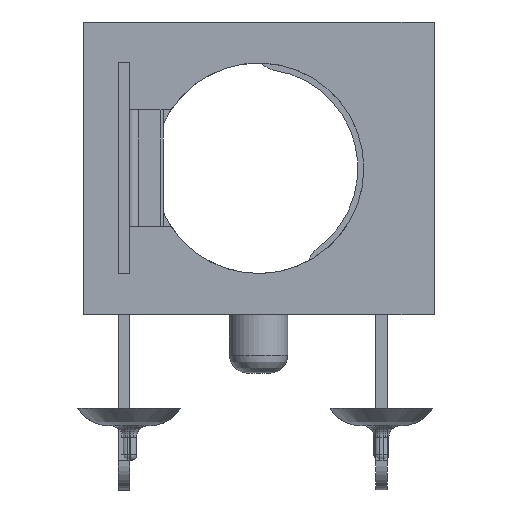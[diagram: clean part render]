
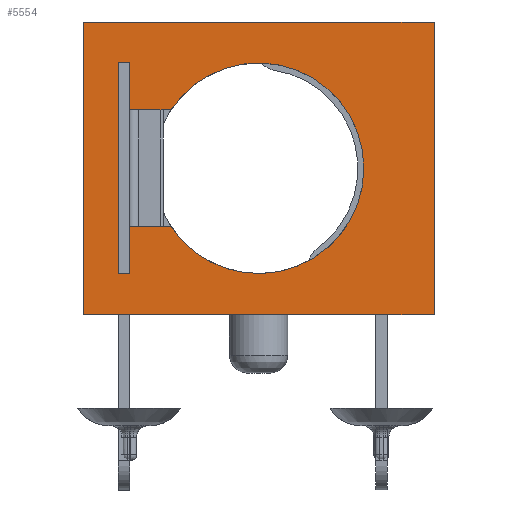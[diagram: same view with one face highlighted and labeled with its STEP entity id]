
A CAD part, front view. The second image highlights one B-rep face of the part: STEP entity #5554.
In plain terms, the highlighted planar face has unit normal (0, -1, 0).
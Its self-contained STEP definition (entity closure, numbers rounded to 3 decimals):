
#176=FACE_BOUND('',#1746,.T.);
#196=PLANE('',#5920);
#359=LINE('',#8356,#838);
#362=LINE('',#8363,#841);
#367=LINE('',#8371,#846);
#374=LINE('',#8384,#853);
#375=LINE('',#8388,#854);
#376=LINE('',#8390,#855);
#377=LINE('',#8392,#856);
#378=LINE('',#8393,#857);
#379=LINE('',#8395,#858);
#380=LINE('',#8397,#859);
#381=LINE('',#8402,#860);
#838=VECTOR('',#6579,10.);
#841=VECTOR('',#6584,10.);
#846=VECTOR('',#6591,10.);
#853=VECTOR('',#6602,10.);
#854=VECTOR('',#6605,10.);
#855=VECTOR('',#6606,10.);
#856=VECTOR('',#6607,10.);
#857=VECTOR('',#6608,10.);
#858=VECTOR('',#6609,10.);
#859=VECTOR('',#6610,10.);
#860=VECTOR('',#6615,10.);
#1410=FACE_OUTER_BOUND('',#1745,.T.);
#1745=EDGE_LOOP('',(#3861,#3862,#3863,#3864));
#1746=EDGE_LOOP('',(#3865,#3866,#3867,#3868,#3869,#3870,#3871,#3872,#3873));
#2083=CIRCLE('',#5921,1.8);
#2084=CIRCLE('',#5922,1.8);
#2415=VERTEX_POINT('',#8353);
#2416=VERTEX_POINT('',#8355);
#2417=VERTEX_POINT('',#8359);
#2419=VERTEX_POINT('',#8362);
#2421=VERTEX_POINT('',#8368);
#2426=VERTEX_POINT('',#8386);
#2427=VERTEX_POINT('',#8387);
#2428=VERTEX_POINT('',#8389);
#2429=VERTEX_POINT('',#8391);
#2430=VERTEX_POINT('',#8394);
#2431=VERTEX_POINT('',#8396);
#2432=VERTEX_POINT('',#8398);
#2433=VERTEX_POINT('',#8400);
#2957=EDGE_CURVE('',#2416,#2415,#359,.T.);
#2960=EDGE_CURVE('',#2419,#2417,#362,.T.);
#2965=EDGE_CURVE('',#2421,#2419,#367,.T.);
#2972=EDGE_CURVE('',#2415,#2421,#374,.T.);
#2973=EDGE_CURVE('',#2426,#2427,#375,.T.);
#2974=EDGE_CURVE('',#2426,#2428,#376,.T.);
#2975=EDGE_CURVE('',#2429,#2428,#377,.T.);
#2976=EDGE_CURVE('',#2427,#2429,#378,.T.);
#2977=EDGE_CURVE('',#2430,#2416,#379,.T.);
#2978=EDGE_CURVE('',#2417,#2431,#380,.T.);
#2979=EDGE_CURVE('',#2431,#2432,#2083,.T.);
#2980=EDGE_CURVE('',#2432,#2433,#2084,.T.);
#2981=EDGE_CURVE('',#2433,#2430,#381,.T.);
#3861=ORIENTED_EDGE('',*,*,#2973,.F.);
#3862=ORIENTED_EDGE('',*,*,#2974,.T.);
#3863=ORIENTED_EDGE('',*,*,#2975,.F.);
#3864=ORIENTED_EDGE('',*,*,#2976,.F.);
#3865=ORIENTED_EDGE('',*,*,#2977,.T.);
#3866=ORIENTED_EDGE('',*,*,#2957,.T.);
#3867=ORIENTED_EDGE('',*,*,#2972,.T.);
#3868=ORIENTED_EDGE('',*,*,#2965,.T.);
#3869=ORIENTED_EDGE('',*,*,#2960,.T.);
#3870=ORIENTED_EDGE('',*,*,#2978,.T.);
#3871=ORIENTED_EDGE('',*,*,#2979,.T.);
#3872=ORIENTED_EDGE('',*,*,#2980,.T.);
#3873=ORIENTED_EDGE('',*,*,#2981,.T.);
#5554=ADVANCED_FACE('',(#1410,#176),#196,.T.);
#5920=AXIS2_PLACEMENT_3D('',#8385,#6603,#6604);
#5921=AXIS2_PLACEMENT_3D('',#8399,#6611,#6612);
#5922=AXIS2_PLACEMENT_3D('',#8401,#6613,#6614);
#6579=DIRECTION('',(-1.,0.,0.));
#6584=DIRECTION('',(0.,0.,-1.));
#6591=DIRECTION('',(1.,0.,0.));
#6602=DIRECTION('',(0.,0.,1.));
#6603=DIRECTION('center_axis',(0.,-1.,0.));
#6604=DIRECTION('ref_axis',(1.,0.,0.));
#6605=DIRECTION('',(-1.,0.,0.));
#6606=DIRECTION('',(0.,0.,1.));
#6607=DIRECTION('',(1.,0.,0.));
#6608=DIRECTION('',(0.,0.,1.));
#6609=DIRECTION('',(0.,0.,-1.));
#6610=DIRECTION('',(1.,0.,0.));
#6611=DIRECTION('center_axis',(0.,1.,0.));
#6612=DIRECTION('ref_axis',(-1.,0.,0.));
#6613=DIRECTION('center_axis',(0.,1.,0.));
#6614=DIRECTION('ref_axis',(-1.,0.,0.));
#6615=DIRECTION('',(-1.,0.,0.));
#8353=CARTESIAN_POINT('',(-2.4,-4.05,0.7));
#8355=CARTESIAN_POINT('',(-2.2,-4.05,0.7));
#8356=CARTESIAN_POINT('',(-2.7,-4.05,0.7));
#8359=CARTESIAN_POINT('',(-2.2,-4.05,3.5));
#8362=CARTESIAN_POINT('',(-2.2,-4.05,4.3));
#8363=CARTESIAN_POINT('',(-2.2,-4.05,1.25));
#8368=CARTESIAN_POINT('',(-2.4,-4.05,4.3));
#8371=CARTESIAN_POINT('',(-2.7,-4.05,4.3));
#8384=CARTESIAN_POINT('',(-2.4,-4.05,1.25));
#8385=CARTESIAN_POINT('Origin',(-3.,-4.05,0.));
#8386=CARTESIAN_POINT('',(3.,-4.05,0.));
#8387=CARTESIAN_POINT('',(-3.,-4.05,0.));
#8388=CARTESIAN_POINT('',(3.,-4.05,0.));
#8389=CARTESIAN_POINT('',(3.,-4.05,5.));
#8390=CARTESIAN_POINT('',(3.,-4.05,0.));
#8391=CARTESIAN_POINT('',(-3.,-4.05,5.));
#8392=CARTESIAN_POINT('',(3.,-4.05,5.));
#8393=CARTESIAN_POINT('',(-3.,-4.05,0.));
#8394=CARTESIAN_POINT('',(-2.2,-4.05,1.5));
#8395=CARTESIAN_POINT('',(-2.2,-4.05,1.25));
#8396=CARTESIAN_POINT('',(-1.497,-4.05,3.5));
#8397=CARTESIAN_POINT('',(-2.7,-4.05,3.5));
#8398=CARTESIAN_POINT('',(1.8,-4.05,2.5));
#8399=CARTESIAN_POINT('Origin',(0.,-4.05,2.5));
#8400=CARTESIAN_POINT('',(-1.497,-4.05,1.5));
#8401=CARTESIAN_POINT('Origin',(0.,-4.05,2.5));
#8402=CARTESIAN_POINT('',(-2.7,-4.05,1.5));
